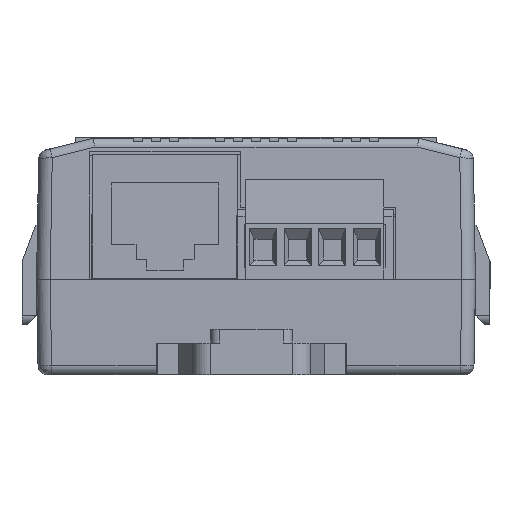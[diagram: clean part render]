
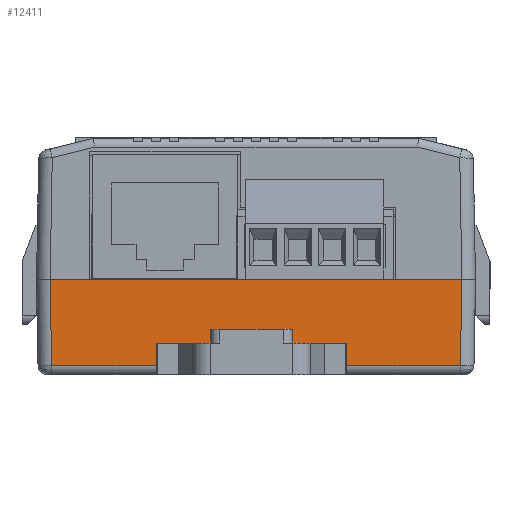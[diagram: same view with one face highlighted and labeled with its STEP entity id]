
A CAD part, front view. The second image highlights one B-rep face of the part: STEP entity #12411.
In plain terms, the highlighted face is planar.
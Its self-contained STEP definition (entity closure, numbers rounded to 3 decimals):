
#6 = DIRECTION ( 'NONE',  ( 0., -1., 0. ) ) ;
#191 = CARTESIAN_POINT ( 'NONE',  ( -38.7, 11., 1.6 ) ) ;
#192 = AXIS2_PLACEMENT_3D ( 'NONE', #42282, #41549, #30313 ) ;
#1496 = VECTOR ( 'NONE', #27067, 1000. ) ;
#2159 = VECTOR ( 'NONE', #14013, 1000. ) ;
#3766 = DIRECTION ( 'NONE',  ( -0.017, -0.017, 1. ) ) ;
#4481 = EDGE_CURVE ( 'NONE', #29627, #8201, #10536, .T. ) ;
#4806 = LINE ( 'NONE', #20211, #1496 ) ;
#5639 = VERTEX_POINT ( 'NONE', #12102 ) ;
#6370 = CARTESIAN_POINT ( 'NONE',  ( -38.7, -10., 1.6 ) ) ;
#7071 = ORIENTED_EDGE ( 'NONE', *, *, #4481, .T. ) ;
#7486 = VERTEX_POINT ( 'NONE', #21318 ) ;
#7967 = EDGE_CURVE ( 'NONE', #8201, #43597, #4806, .T. ) ;
#8063 = LINE ( 'NONE', #12218, #33823 ) ;
#8201 = VERTEX_POINT ( 'NONE', #45323 ) ;
#8262 = ORIENTED_EDGE ( 'NONE', *, *, #28142, .T. ) ;
#10045 = DIRECTION ( 'NONE',  ( 0.017, 0., -1. ) ) ;
#10103 = CARTESIAN_POINT ( 'NONE',  ( -38.578, 0., -5.4 ) ) ;
#10536 = LINE ( 'NONE', #6370, #41834 ) ;
#10692 = CARTESIAN_POINT ( 'NONE',  ( -38.534, -22.534, -7.917 ) ) ;
#11504 = DIRECTION ( 'NONE',  ( 0.017, -0.017, -1. ) ) ;
#12102 = CARTESIAN_POINT ( 'NONE',  ( -38.534, 22.534, -7.917 ) ) ;
#12218 = CARTESIAN_POINT ( 'NONE',  ( -38.517, 22.517, -8.874 ) ) ;
#12411 = ADVANCED_FACE ( 'NONE', ( #12459 ), #27381, .F. ) ;
#12459 = FACE_OUTER_BOUND ( 'NONE', #13550, .T. ) ;
#13550 = EDGE_LOOP ( 'NONE', ( #7071, #46045, #23671, #8262, #29278, #35395, #22417, #40557 ) ) ;
#14013 = DIRECTION ( 'NONE',  ( 0., 1., 0. ) ) ;
#14170 = VECTOR ( 'NONE', #30207, 1000. ) ;
#17975 = EDGE_CURVE ( 'NONE', #43597, #34777, #44347, .T. ) ;
#20211 = CARTESIAN_POINT ( 'NONE',  ( -38.534, -22.517, -7.917 ) ) ;
#20837 = EDGE_CURVE ( 'NONE', #29627, #42796, #46532, .T. ) ;
#21318 = CARTESIAN_POINT ( 'NONE',  ( -38.534, 11., -7.917 ) ) ;
#21940 = EDGE_CURVE ( 'NONE', #42796, #7486, #37832, .T. ) ;
#22417 = ORIENTED_EDGE ( 'NONE', *, *, #21940, .F. ) ;
#22557 = VECTOR ( 'NONE', #6, 1000. ) ;
#23671 = ORIENTED_EDGE ( 'NONE', *, *, #17975, .T. ) ;
#23989 = CARTESIAN_POINT ( 'NONE',  ( -38.7, -22.7, 1.6 ) ) ;
#24432 = CARTESIAN_POINT ( 'NONE',  ( -38.7, 22.7, 1.6 ) ) ;
#26415 = LINE ( 'NONE', #40587, #22557 ) ;
#27067 = DIRECTION ( 'NONE',  ( 0., -1., 0. ) ) ;
#27269 = CARTESIAN_POINT ( 'NONE',  ( -38.7, 0., 1.6 ) ) ;
#27381 = PLANE ( 'NONE',  #192 ) ;
#28142 = EDGE_CURVE ( 'NONE', #34777, #37863, #34343, .T. ) ;
#29278 = ORIENTED_EDGE ( 'NONE', *, *, #31614, .T. ) ;
#29627 = VERTEX_POINT ( 'NONE', #46309 ) ;
#30207 = DIRECTION ( 'NONE',  ( 0., 1., 0. ) ) ;
#30313 = DIRECTION ( 'NONE',  ( 0.017, 0., -1. ) ) ;
#31614 = EDGE_CURVE ( 'NONE', #37863, #5639, #8063, .T. ) ;
#33823 = VECTOR ( 'NONE', #11504, 1000. ) ;
#34159 = DIRECTION ( 'NONE',  ( 0.017, 0., -1. ) ) ;
#34343 = LINE ( 'NONE', #27269, #14170 ) ;
#34777 = VERTEX_POINT ( 'NONE', #23989 ) ;
#35395 = ORIENTED_EDGE ( 'NONE', *, *, #42208, .T. ) ;
#37832 = LINE ( 'NONE', #191, #46705 ) ;
#37863 = VERTEX_POINT ( 'NONE', #24432 ) ;
#40197 = CARTESIAN_POINT ( 'NONE',  ( -38.7, -22.701, 1.626 ) ) ;
#40384 = CARTESIAN_POINT ( 'NONE',  ( -38.578, 11., -5.4 ) ) ;
#40557 = ORIENTED_EDGE ( 'NONE', *, *, #20837, .F. ) ;
#40587 = CARTESIAN_POINT ( 'NONE',  ( -38.534, 11., -7.917 ) ) ;
#41549 = DIRECTION ( 'NONE',  ( 1., 0., 0.017 ) ) ;
#41834 = VECTOR ( 'NONE', #10045, 1000. ) ;
#42208 = EDGE_CURVE ( 'NONE', #5639, #7486, #26415, .T. ) ;
#42282 = CARTESIAN_POINT ( 'NONE',  ( -38.7, 0., 1.6 ) ) ;
#42553 = VECTOR ( 'NONE', #3766, 1000. ) ;
#42796 = VERTEX_POINT ( 'NONE', #40384 ) ;
#43597 = VERTEX_POINT ( 'NONE', #10692 ) ;
#44347 = LINE ( 'NONE', #40197, #42553 ) ;
#45323 = CARTESIAN_POINT ( 'NONE',  ( -38.534, -10., -7.917 ) ) ;
#46045 = ORIENTED_EDGE ( 'NONE', *, *, #7967, .T. ) ;
#46309 = CARTESIAN_POINT ( 'NONE',  ( -38.578, -10., -5.4 ) ) ;
#46532 = LINE ( 'NONE', #10103, #2159 ) ;
#46705 = VECTOR ( 'NONE', #34159, 1000. ) ;
